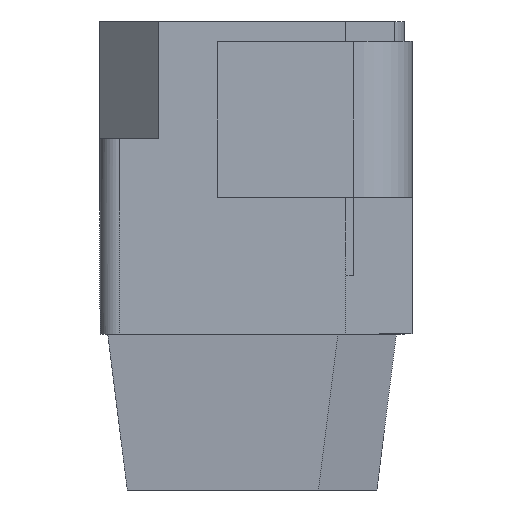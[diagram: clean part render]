
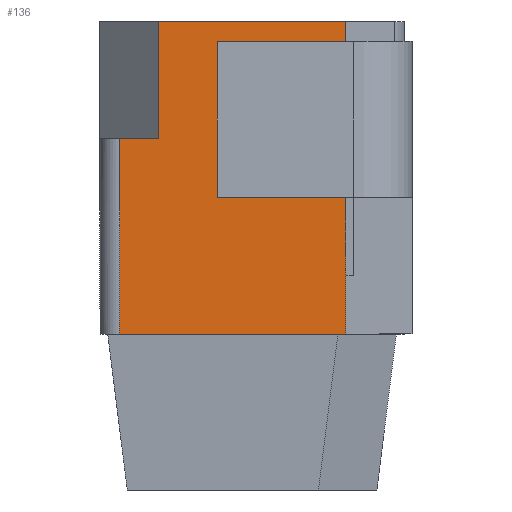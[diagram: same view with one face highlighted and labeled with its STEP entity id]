
A CAD part, left-side view. The second image highlights one B-rep face of the part: STEP entity #136.
In plain terms, the highlighted planar face has unit normal (-1, 0, 0).
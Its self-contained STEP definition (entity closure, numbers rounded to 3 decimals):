
#27 = AXIS2_PLACEMENT_3D ( 'NONE', #233, #453, #496 ) ;
#136 = ADVANCED_FACE ( 'NONE', ( #1645 ), #272, .T. ) ;
#179 = CARTESIAN_POINT ( 'NONE',  ( -1.225, 0.65, -0.3 ) ) ;
#196 = DIRECTION ( 'NONE',  ( 0., 0., 1. ) ) ;
#202 = VERTEX_POINT ( 'NONE', #470 ) ;
#215 = VERTEX_POINT ( 'NONE', #324 ) ;
#233 = CARTESIAN_POINT ( 'NONE',  ( -1.225, 0.17, -0.8 ) ) ;
#272 = PLANE ( 'NONE',  #27 ) ;
#324 = CARTESIAN_POINT ( 'NONE',  ( -1.225, 0.65, 0. ) ) ;
#453 = DIRECTION ( 'NONE',  ( -1., 0., 0. ) ) ;
#470 = CARTESIAN_POINT ( 'NONE',  ( -1.225, 0.17, -0.8 ) ) ;
#496 = DIRECTION ( 'NONE',  ( 0., 0., 1. ) ) ;
#595 = CARTESIAN_POINT ( 'NONE',  ( -1.225, 0.75, -0.8 ) ) ;
#624 = CARTESIAN_POINT ( 'NONE',  ( -1.225, 0.75, -0.8 ) ) ;
#632 = DIRECTION ( 'NONE',  ( 0., -1., 0. ) ) ;
#691 = CARTESIAN_POINT ( 'NONE',  ( -1.225, 0.17, 0. ) ) ;
#696 = CARTESIAN_POINT ( 'NONE',  ( -1.225, 0.65, -0.3 ) ) ;
#730 = CARTESIAN_POINT ( 'NONE',  ( -1.225, 0.65, -0.3 ) ) ;
#772 = DIRECTION ( 'NONE',  ( 0., -1., 0. ) ) ;
#777 = CARTESIAN_POINT ( 'NONE',  ( -1.225, 0.17, 0. ) ) ;
#779 = DIRECTION ( 'NONE',  ( 0., 0., 1. ) ) ;
#799 = CARTESIAN_POINT ( 'NONE',  ( -1.225, 0.75, -0.3 ) ) ;
#846 = DIRECTION ( 'NONE',  ( 0., 0., -1. ) ) ;
#919 = CARTESIAN_POINT ( 'NONE',  ( -1.225, 0.17, -0.8 ) ) ;
#921 = DIRECTION ( 'NONE',  ( 0., -1., 0. ) ) ;
#933 = CARTESIAN_POINT ( 'NONE',  ( -1.225, 0.17, -0.8 ) ) ;
#1123 = ORIENTED_EDGE ( 'NONE', *, *, #2105, .T. ) ;
#1201 = ORIENTED_EDGE ( 'NONE', *, *, #2100, .F. ) ;
#1209 = ORIENTED_EDGE ( 'NONE', *, *, #2099, .T. ) ;
#1221 = ORIENTED_EDGE ( 'NONE', *, *, #2083, .F. ) ;
#1222 = ORIENTED_EDGE ( 'NONE', *, *, #2122, .F. ) ;
#1225 = ORIENTED_EDGE ( 'NONE', *, *, #2045, .T. ) ;
#1351 = EDGE_LOOP ( 'NONE', ( #1201, #1209, #1123, #1225, #1221, #1222 ) ) ;
#1424 = VERTEX_POINT ( 'NONE', #624 ) ;
#1429 = VERTEX_POINT ( 'NONE', #696 ) ;
#1446 = VERTEX_POINT ( 'NONE', #691 ) ;
#1477 = VERTEX_POINT ( 'NONE', #799 ) ;
#1645 = FACE_OUTER_BOUND ( 'NONE', #1351, .T. ) ;
#1822 = LINE ( 'NONE', #933, #1824 ) ;
#1824 = VECTOR ( 'NONE', #779, 1000. ) ;
#1895 = LINE ( 'NONE', #777, #1898 ) ;
#1898 = VECTOR ( 'NONE', #632, 1000. ) ;
#1925 = LINE ( 'NONE', #595, #1928 ) ;
#1927 = LINE ( 'NONE', #730, #1930 ) ;
#1928 = VECTOR ( 'NONE', #846, 1000. ) ;
#1930 = VECTOR ( 'NONE', #921, 1000. ) ;
#1937 = LINE ( 'NONE', #919, #1940 ) ;
#1940 = VECTOR ( 'NONE', #772, 1000. ) ;
#1968 = LINE ( 'NONE', #179, #1971 ) ;
#1971 = VECTOR ( 'NONE', #196, 1000. ) ;
#2045 = EDGE_CURVE ( 'NONE', #202, #1446, #1822, .T. ) ;
#2083 = EDGE_CURVE ( 'NONE', #215, #1446, #1895, .T. ) ;
#2099 = EDGE_CURVE ( 'NONE', #1477, #1424, #1925, .T. ) ;
#2100 = EDGE_CURVE ( 'NONE', #1477, #1429, #1927, .T. ) ;
#2105 = EDGE_CURVE ( 'NONE', #1424, #202, #1937, .T. ) ;
#2122 = EDGE_CURVE ( 'NONE', #1429, #215, #1968, .T. ) ;
